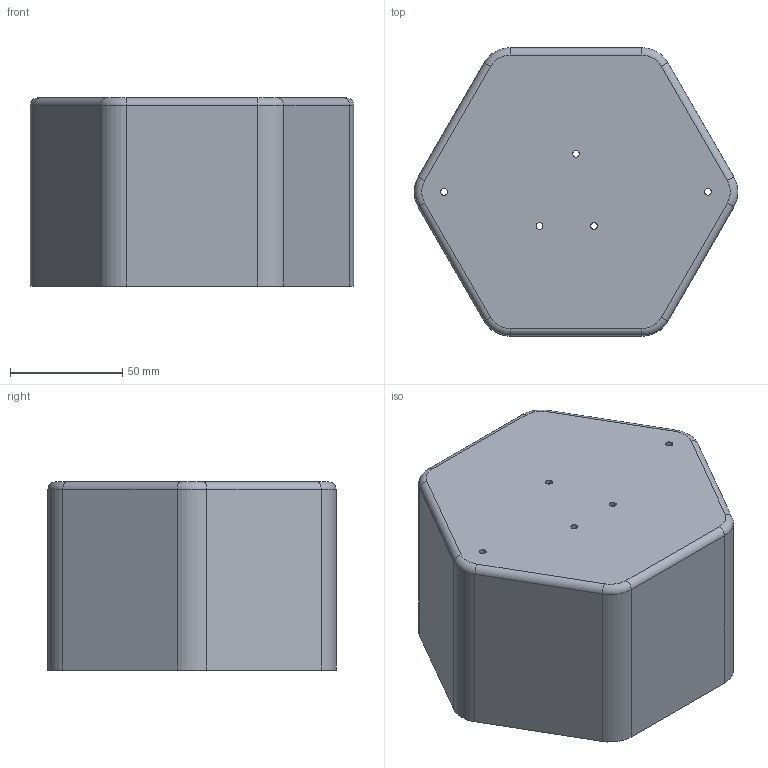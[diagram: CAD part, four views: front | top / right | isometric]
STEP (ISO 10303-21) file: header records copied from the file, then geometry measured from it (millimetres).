
FILE_DESCRIPTION(/* description */ (''),/* implementation_level */ '2;1');
FILE_NAME(/* name */ '5f964d4ea3d5ff162c137734',/* time_stamp */ '2020-10-26T04:15:12+00:00',/* author */ (''),/* organization */ (''),/* preprocessor_version */ 'ST-DEVELOPER v16.7',/* originating_system */ $,/* authorisation */ $);
FILE_SCHEMA (('AUTOMOTIVE_DESIGN {1 0 10303 214 3 1 1}'));
Length unit declared in the file: metre
Products named in the file (2): Part 25; Part 26
Bounding box: 144.22 x 128.45 x 83.81 mm (x, y, z)
Volume: 93183 mm3; surface area: 99822.4 mm2
Topology: 2 solids, 2 shells, 99 faces, 245 edges, 154 vertices
Faces by surface type: plane 50, cylinder 37, torus 12
Full cylindrical faces by diameter (mm): 3 x9
Entity records: 2971 total; most frequent: DIRECTION 524, CARTESIAN_POINT 491, ORIENTED_EDGE 472, EDGE_CURVE 236, AXIS2_PLACEMENT_3D 187, VERTEX_POINT 154, LINE 150, VECTOR 150
